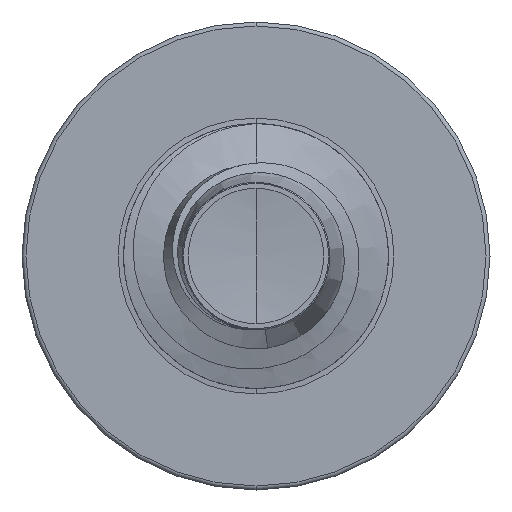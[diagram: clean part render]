
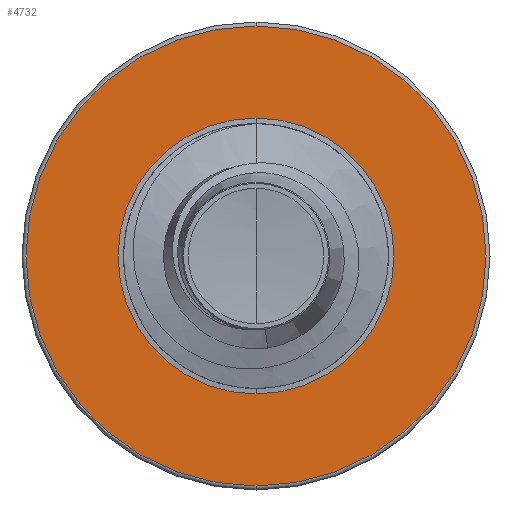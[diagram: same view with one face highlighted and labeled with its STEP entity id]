
A CAD part, front view. The second image highlights one B-rep face of the part: STEP entity #4732.
In plain terms, the highlighted planar face has unit normal (0, -1, 0).
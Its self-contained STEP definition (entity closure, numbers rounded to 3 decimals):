
#333 = AXIS2_PLACEMENT_3D ( 'NONE', #10339, #10337, #10330 ) ;
#544 = AXIS2_PLACEMENT_3D ( 'NONE', #1765, #1677, #1607 ) ;
#835 = AXIS2_PLACEMENT_3D ( 'NONE', #2835, #2825, #2805 ) ;
#1042 = CARTESIAN_POINT ( 'NONE',  ( 0., 4., -2.605 ) ) ;
#1284 = FACE_BOUND ( 'NONE', #8287, .T. ) ;
#1607 = DIRECTION ( 'NONE',  ( 0., 0., 1. ) ) ;
#1622 = AXIS2_PLACEMENT_3D ( 'NONE', #7152, #7148, #7139 ) ;
#1677 = DIRECTION ( 'NONE',  ( 0., 1., 0. ) ) ;
#1703 = CARTESIAN_POINT ( 'NONE',  ( 0., 4., 2.605 ) ) ;
#1765 = CARTESIAN_POINT ( 'NONE',  ( 0., 4., 0. ) ) ;
#2805 = DIRECTION ( 'NONE',  ( 0., 0., 1. ) ) ;
#2825 = DIRECTION ( 'NONE',  ( 0., 1., 0. ) ) ;
#2835 = CARTESIAN_POINT ( 'NONE',  ( 0., 4., 0. ) ) ;
#3024 = CARTESIAN_POINT ( 'NONE',  ( 0., 4., 1.562 ) ) ;
#3256 = PLANE ( 'NONE',  #4023 ) ;
#3260 = ORIENTED_EDGE ( 'NONE', *, *, #9030, .F. ) ;
#3810 = DIRECTION ( 'NONE',  ( 0., 0., 1. ) ) ;
#4023 = AXIS2_PLACEMENT_3D ( 'NONE', #7084, #6151, #3810 ) ;
#4732 = ADVANCED_FACE ( 'NONE', ( #6519, #1284 ), #3256, .F. ) ;
#4870 = ORIENTED_EDGE ( 'NONE', *, *, #9168, .F. ) ;
#5449 = VERTEX_POINT ( 'NONE', #3024 ) ;
#5512 = CARTESIAN_POINT ( 'NONE',  ( 0., 4., -1.562 ) ) ;
#6151 = DIRECTION ( 'NONE',  ( 0., 1., 0. ) ) ;
#6519 = FACE_OUTER_BOUND ( 'NONE', #6794, .T. ) ;
#6794 = EDGE_LOOP ( 'NONE', ( #3260, #4870 ) ) ;
#7084 = CARTESIAN_POINT ( 'NONE',  ( 0., 4., -1.562 ) ) ;
#7139 = DIRECTION ( 'NONE',  ( 0., 0., 1. ) ) ;
#7148 = DIRECTION ( 'NONE',  ( 0., 1., 0. ) ) ;
#7152 = CARTESIAN_POINT ( 'NONE',  ( 0., 4., 0. ) ) ;
#7291 = VERTEX_POINT ( 'NONE', #1042 ) ;
#7728 = VERTEX_POINT ( 'NONE', #5512 ) ;
#8287 = EDGE_LOOP ( 'NONE', ( #8870, #10101 ) ) ;
#8451 = VERTEX_POINT ( 'NONE', #1703 ) ;
#8484 = EDGE_CURVE ( 'NONE', #5449, #7728, #10253, .T. ) ;
#8870 = ORIENTED_EDGE ( 'NONE', *, *, #8484, .T. ) ;
#9030 = EDGE_CURVE ( 'NONE', #8451, #7291, #9812, .T. ) ;
#9168 = EDGE_CURVE ( 'NONE', #7291, #8451, #10392, .T. ) ;
#9270 = EDGE_CURVE ( 'NONE', #7728, #5449, #9893, .T. ) ;
#9812 = CIRCLE ( 'NONE', #835, 2.605 ) ;
#9893 = CIRCLE ( 'NONE', #333, 1.562 ) ;
#10101 = ORIENTED_EDGE ( 'NONE', *, *, #9270, .T. ) ;
#10253 = CIRCLE ( 'NONE', #1622, 1.562 ) ;
#10330 = DIRECTION ( 'NONE',  ( 0., 0., 1. ) ) ;
#10337 = DIRECTION ( 'NONE',  ( 0., 1., 0. ) ) ;
#10339 = CARTESIAN_POINT ( 'NONE',  ( 0., 4., 0. ) ) ;
#10392 = CIRCLE ( 'NONE', #544, 2.605 ) ;
